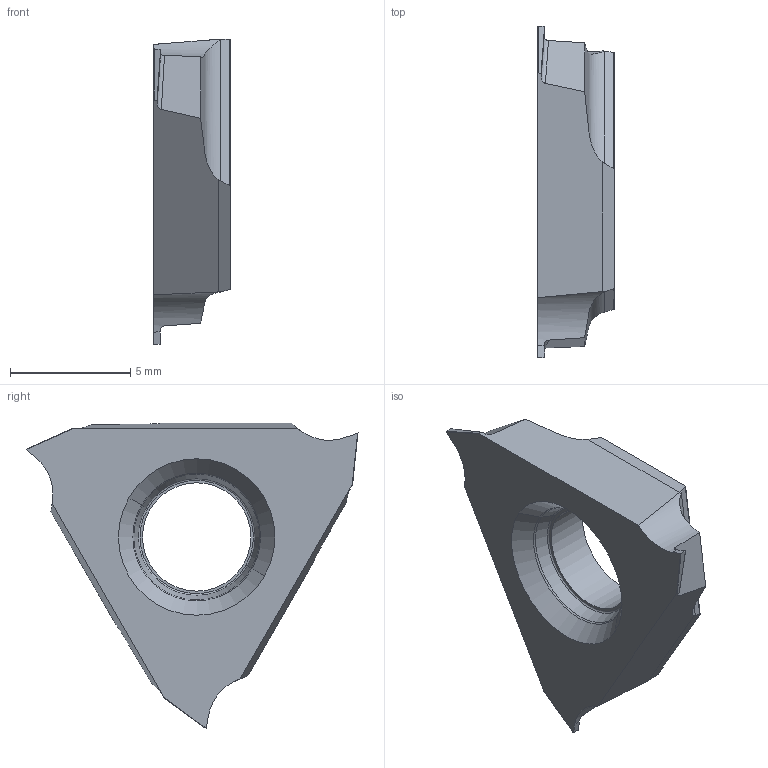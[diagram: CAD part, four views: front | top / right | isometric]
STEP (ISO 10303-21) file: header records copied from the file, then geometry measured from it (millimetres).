
FILE_DESCRIPTION((''),'2;1');
FILE_NAME('GTAT03006V3L-U_F','2024-07-04T09:49:16',('tlyae018'),('PTC Japan'),'CREO PARAMETRIC BY PTC INC, 2021424','CREO PARAMETRIC BY PTC INC, 2021424','');
FILE_SCHEMA(('AUTOMOTIVE_DESIGN { 1 0 10303 214 1 1 1 1 }'));
Length unit declared in the file: millimetre
Products named in the file (1): GTAT03006V3L-U_F
Bounding box: 3.18 x 13.79 x 12.68 mm (x, y, z)
Volume: 230.9 mm3; surface area: 319.1 mm2
Topology: 1 solids, 1 shells, 64 faces, 205 edges, 144 vertices
Faces by surface type: plane 27, cylinder 20, bspline 6, cone 4, torus 4, extrusion 3
Entity records: 3316 total; most frequent: CARTESIAN_POINT 1024, ORIENTED_EDGE 354, DIRECTION 254, PRESENTATION_STYLE_ASSIGNMENT 208, STYLED_ITEM 208, CURVE_STYLE 207, EDGE_CURVE 177, VERTEX_POINT 116
